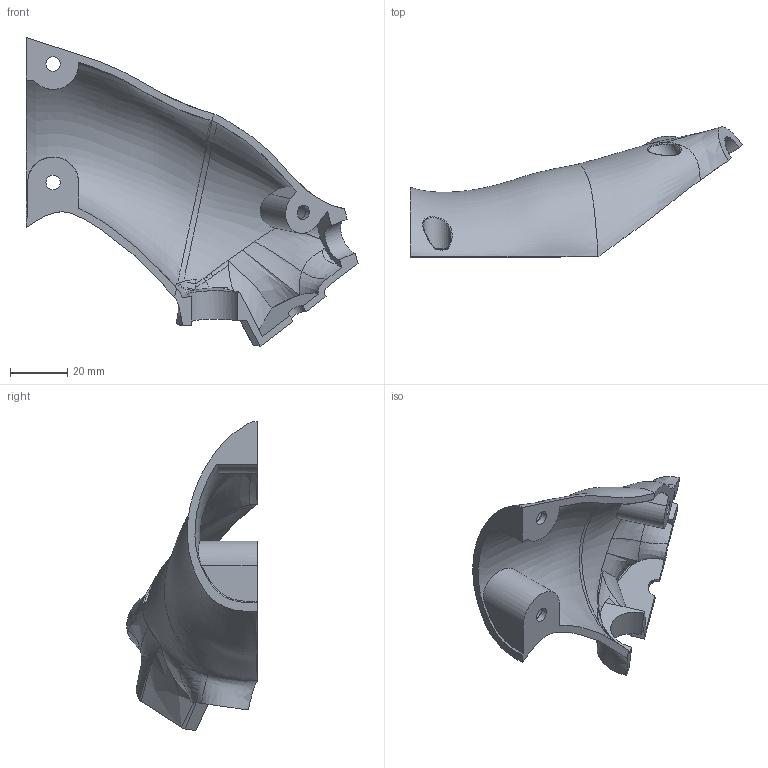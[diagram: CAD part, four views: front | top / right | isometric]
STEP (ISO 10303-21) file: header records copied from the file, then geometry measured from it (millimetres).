
FILE_DESCRIPTION(/* description */ ('STEP AP214'),/* implementation_level */ '2;1');
FILE_NAME(/* name */ '6019a912f29bc81267d8a393',/* time_stamp */ '2021-02-02T19:33:39+00:00',/* author */ (''),/* organization */ (''),/* preprocessor_version */ 'ST-DEVELOPER v18.1',/* originating_system */ ' ',/* authorisation */ ' ');
FILE_SCHEMA (('AUTOMOTIVE_DESIGN {1 0 10303 214 3 1 1}'));
Length unit declared in the file: metre
Products named in the file (2): Part 2; Part 1
Bounding box: 116.46 x 45.77 x 108.36 mm (x, y, z)
Volume: 31133 mm3; surface area: 23346.5 mm2
Topology: 2 solids, 2 shells, 115 faces, 333 edges, 221 vertices
Faces by surface type: bspline 64, plane 31, cylinder 14, torus 6
Full cylindrical faces by diameter (mm): 5.055 x3, 9.525 x2
Entity records: 30851 total; most frequent: CARTESIAN_POINT 28451, ORIENTED_EDGE 632, EDGE_CURVE 316, DIRECTION 232, B_SPLINE_CURVE_WITH_KNOTS 228, VERTEX_POINT 218, EDGE_LOOP 134, FACE_BOUND 134
